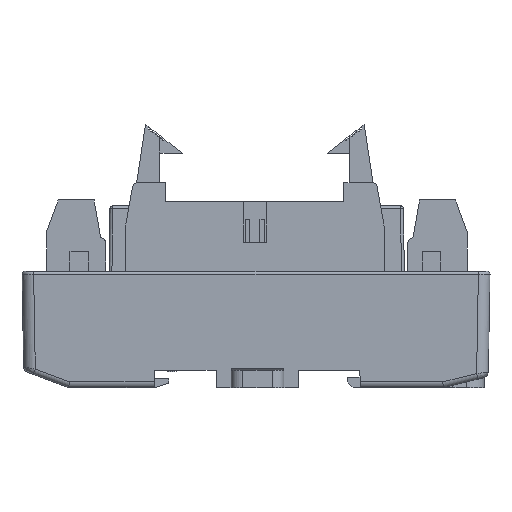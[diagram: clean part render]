
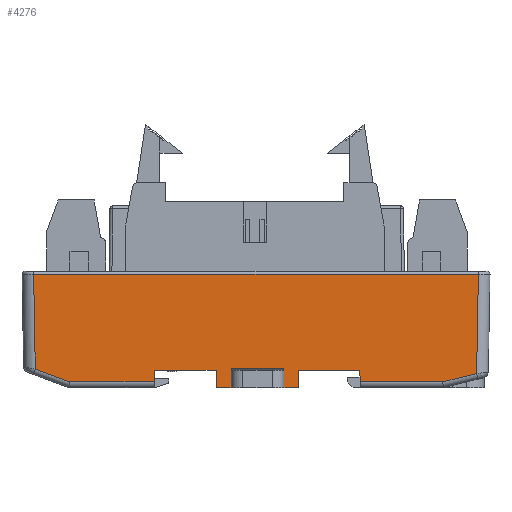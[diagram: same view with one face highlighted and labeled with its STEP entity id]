
A CAD part, left-side view. The second image highlights one B-rep face of the part: STEP entity #4276.
In plain terms, the highlighted planar face has unit normal (-1, 0, -0.018).
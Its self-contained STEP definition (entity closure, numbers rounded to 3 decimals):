
#2485=FACE_OUTER_BOUND('',#8136,.T.);
#4276=ADVANCED_FACE('',(#2485),#6122,.T.);
#6122=PLANE('',#34361);
#8136=EDGE_LOOP('',(#11467,#11468,#11469,#11470,#11471,#11472,#11473,#11474,
#11475,#11476,#11477,#11478,#11479,#11480,#11481,#11482,#11483,#11484));
#11467=ORIENTED_EDGE('',*,*,#23224,.T.);
#11468=ORIENTED_EDGE('',*,*,#23225,.T.);
#11469=ORIENTED_EDGE('',*,*,#23029,.F.);
#11470=ORIENTED_EDGE('',*,*,#22974,.F.);
#11471=ORIENTED_EDGE('',*,*,#23210,.F.);
#11472=ORIENTED_EDGE('',*,*,#23198,.F.);
#11473=ORIENTED_EDGE('',*,*,#23050,.T.);
#11474=ORIENTED_EDGE('',*,*,#23212,.F.);
#11475=ORIENTED_EDGE('',*,*,#23046,.T.);
#11476=ORIENTED_EDGE('',*,*,#23194,.F.);
#11477=ORIENTED_EDGE('',*,*,#23215,.T.);
#11478=ORIENTED_EDGE('',*,*,#22964,.F.);
#11479=ORIENTED_EDGE('',*,*,#23130,.F.);
#11480=ORIENTED_EDGE('',*,*,#23226,.T.);
#11481=ORIENTED_EDGE('',*,*,#23227,.T.);
#11482=ORIENTED_EDGE('',*,*,#23228,.T.);
#11483=ORIENTED_EDGE('',*,*,#23229,.T.);
#11484=ORIENTED_EDGE('',*,*,#23230,.T.);
#20102=VERTEX_POINT('',#46628);
#20103=VERTEX_POINT('',#46630);
#20112=VERTEX_POINT('',#46648);
#20113=VERTEX_POINT('',#46650);
#20165=VERTEX_POINT('',#46760);
#20180=VERTEX_POINT('',#46792);
#20181=VERTEX_POINT('',#46794);
#20183=VERTEX_POINT('',#46800);
#20184=VERTEX_POINT('',#46802);
#20249=VERTEX_POINT('',#46971);
#20291=VERTEX_POINT('',#47100);
#20292=VERTEX_POINT('',#47104);
#20295=VERTEX_POINT('',#47161);
#20296=VERTEX_POINT('',#47162);
#20297=VERTEX_POINT('',#47165);
#20298=VERTEX_POINT('',#47167);
#20299=VERTEX_POINT('',#47169);
#20300=VERTEX_POINT('',#47171);
#22964=EDGE_CURVE('',#20102,#20103,#27389,.T.);
#22974=EDGE_CURVE('',#20112,#20113,#27397,.T.);
#23029=EDGE_CURVE('',#20113,#20165,#27450,.T.);
#23046=EDGE_CURVE('',#20181,#20180,#27465,.T.);
#23050=EDGE_CURVE('',#20184,#20183,#27469,.T.);
#23130=EDGE_CURVE('',#20249,#20102,#27537,.T.);
#23194=EDGE_CURVE('',#20291,#20180,#27592,.T.);
#23198=EDGE_CURVE('',#20184,#20292,#27595,.T.);
#23210=EDGE_CURVE('',#20292,#20112,#27603,.T.);
#23212=EDGE_CURVE('',#20181,#20183,#27605,.T.);
#23215=EDGE_CURVE('',#20291,#20103,#27608,.T.);
#23224=EDGE_CURVE('',#20295,#20296,#27617,.T.);
#23225=EDGE_CURVE('',#20296,#20165,#27618,.T.);
#23226=EDGE_CURVE('',#20249,#20297,#27619,.T.);
#23227=EDGE_CURVE('',#20297,#20298,#27620,.T.);
#23228=EDGE_CURVE('',#20298,#20299,#27621,.T.);
#23229=EDGE_CURVE('',#20299,#20300,#27622,.T.);
#23230=EDGE_CURVE('',#20300,#20295,#27623,.T.);
#27389=LINE('',#46629,#30920);
#27397=LINE('',#46649,#30928);
#27450=LINE('',#46759,#30981);
#27465=LINE('',#46793,#30996);
#27469=LINE('',#46801,#31000);
#27537=LINE('',#46972,#31068);
#27592=LINE('',#47101,#31123);
#27595=LINE('',#47109,#31126);
#27603=LINE('',#47133,#31134);
#27605=LINE('',#47137,#31136);
#27608=LINE('',#47142,#31139);
#27617=LINE('',#47160,#31148);
#27618=LINE('',#47163,#31149);
#27619=LINE('',#47164,#31150);
#27620=LINE('',#47166,#31151);
#27621=LINE('',#47168,#31152);
#27622=LINE('',#47170,#31153);
#27623=LINE('',#47172,#31154);
#30920=VECTOR('',#37268,1.);
#30928=VECTOR('',#37280,1.);
#30981=VECTOR('',#37343,1.);
#30996=VECTOR('',#37364,1.);
#31000=VECTOR('',#37370,1.);
#31068=VECTOR('',#37480,1.);
#31123=VECTOR('',#37599,1.);
#31126=VECTOR('',#37606,1.);
#31134=VECTOR('',#37646,1.);
#31136=VECTOR('',#37652,1.);
#31139=VECTOR('',#37659,1.);
#31148=VECTOR('',#37686,1.);
#31149=VECTOR('',#37687,1.);
#31150=VECTOR('',#37688,1.);
#31151=VECTOR('',#37689,1.);
#31152=VECTOR('',#37690,1.);
#31153=VECTOR('',#37691,1.);
#31154=VECTOR('',#37692,1.);
#34361=AXIS2_PLACEMENT_3D('',#47173,#37693,#37694);
#37268=DIRECTION('',(0.,1.,0.));
#37280=DIRECTION('',(0.,1.,0.));
#37343=DIRECTION('',(0.017,0.,-1.));
#37364=DIRECTION('',(0.017,0.,-1.));
#37370=DIRECTION('',(-0.017,0.,1.));
#37480=DIRECTION('',(-0.017,0.017,1.));
#37599=DIRECTION('',(0.,1.,0.));
#37606=DIRECTION('',(0.,1.,0.));
#37646=DIRECTION('',(-0.017,0.035,0.999));
#37652=DIRECTION('',(0.,1.,0.));
#37659=DIRECTION('',(-0.017,-0.035,0.999));
#37686=DIRECTION('',(0.006,-0.936,-0.351));
#37687=DIRECTION('',(0.,-1.,0.));
#37688=DIRECTION('',(0.,-1.,0.));
#37689=DIRECTION('',(-0.004,-0.97,0.243));
#37690=DIRECTION('',(-0.017,-0.017,1.));
#37691=DIRECTION('',(0.,1.,0.));
#37692=DIRECTION('',(0.017,-0.017,-1.));
#37693=DIRECTION('',(-1.,0.,-0.017));
#37694=DIRECTION('',(0.017,0.,-1.));
#46628=CARTESIAN_POINT('',(-36.015,22.351,-16.491));
#46629=CARTESIAN_POINT('',(-36.015,40.2,-16.491));
#46630=CARTESIAN_POINT('',(-36.015,32.837,-16.491));
#46648=CARTESIAN_POINT('',(-36.015,47.047,-16.491));
#46649=CARTESIAN_POINT('',(-36.015,40.2,-16.491));
#46650=CARTESIAN_POINT('',(-36.015,57.683,-16.491));
#46759=CARTESIAN_POINT('',(-36.312,57.683,0.511));
#46760=CARTESIAN_POINT('',(-35.98,57.683,-18.509));
#46792=CARTESIAN_POINT('',(-35.963,35.392,-19.491));
#46793=CARTESIAN_POINT('',(-36.312,35.392,0.511));
#46794=CARTESIAN_POINT('',(-36.02,35.392,-16.207));
#46800=CARTESIAN_POINT('',(-36.02,44.492,-16.207));
#46801=CARTESIAN_POINT('',(-36.312,44.492,0.511));
#46802=CARTESIAN_POINT('',(-35.963,44.492,-19.491));
#46971=CARTESIAN_POINT('',(-35.98,22.316,-18.509));
#46972=CARTESIAN_POINT('',(-36.031,22.367,-15.613));
#47100=CARTESIAN_POINT('',(-35.963,32.942,-19.491));
#47101=CARTESIAN_POINT('',(-35.963,39.942,-19.491));
#47104=CARTESIAN_POINT('',(-35.963,46.942,-19.491));
#47109=CARTESIAN_POINT('',(-35.963,39.942,-19.491));
#47133=CARTESIAN_POINT('',(-36.308,47.631,0.252));
#47137=CARTESIAN_POINT('',(-36.02,249.387,-16.207));
#47142=CARTESIAN_POINT('',(-35.96,32.948,-19.666));
#47160=CARTESIAN_POINT('',(-35.837,50.405,-26.692));
#47161=CARTESIAN_POINT('',(-36.019,78.116,-16.301));
#47162=CARTESIAN_POINT('',(-35.98,72.228,-18.509));
#47163=CARTESIAN_POINT('',(-35.98,40.2,-18.509));
#47164=CARTESIAN_POINT('',(-35.98,40.2,-18.509));
#47165=CARTESIAN_POINT('',(-35.98,8.114,-18.509));
#47166=CARTESIAN_POINT('',(-35.868,33.836,-24.939));
#47167=CARTESIAN_POINT('',(-36.006,2.297,-17.055));
#47168=CARTESIAN_POINT('',(-36.313,1.99,0.544));
#47169=CARTESIAN_POINT('',(-36.303,2.,0.));
#47170=CARTESIAN_POINT('',(-36.303,40.2,0.));
#47171=CARTESIAN_POINT('',(-36.303,78.401,0.));
#47172=CARTESIAN_POINT('',(-36.301,78.398,-0.155));
#47173=CARTESIAN_POINT('',(-36.312,40.2,0.511));
